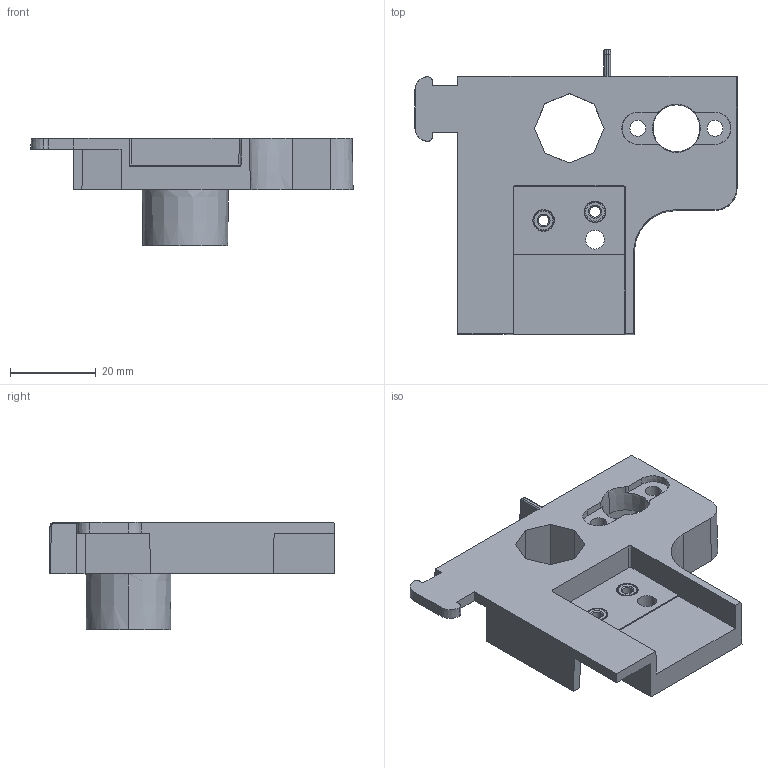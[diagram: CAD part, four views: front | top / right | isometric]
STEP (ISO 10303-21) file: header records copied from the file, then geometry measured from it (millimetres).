
FILE_DESCRIPTION (( 'STEP AP214' ), '1' );
FILE_NAME ('Z轴后打印平台连接件-B版本.STEP', '2025-12-01T08:13:25', ( 'Windows 用户' ), ( '' ), 'SwSTEP 2.0', 'SolidWorks 2016', '' );
FILE_SCHEMA (( 'AUTOMOTIVE_DESIGN' ));
Length unit declared in the file: millimetre
Products named in the file (1): Z轴后打印平台连接件-B版本
Bounding box: 75.2 x 66.64 x 25 mm (x, y, z)
Volume: 18833.7 mm3; surface area: 17528.6 mm2
Topology: 3 solids, 3 shells, 774 faces, 2223 edges, 1474 vertices
Faces by surface type: cylinder 468, plane 217, cone 79, bspline 10
Entity records: 26188 total; most frequent: CARTESIAN_POINT 5084, DIRECTION 4698, ORIENTED_EDGE 4446, EDGE_CURVE 2223, AXIS2_PLACEMENT_3D 1834, VERTEX_POINT 1474, CIRCLE 1069, VECTOR 1030
